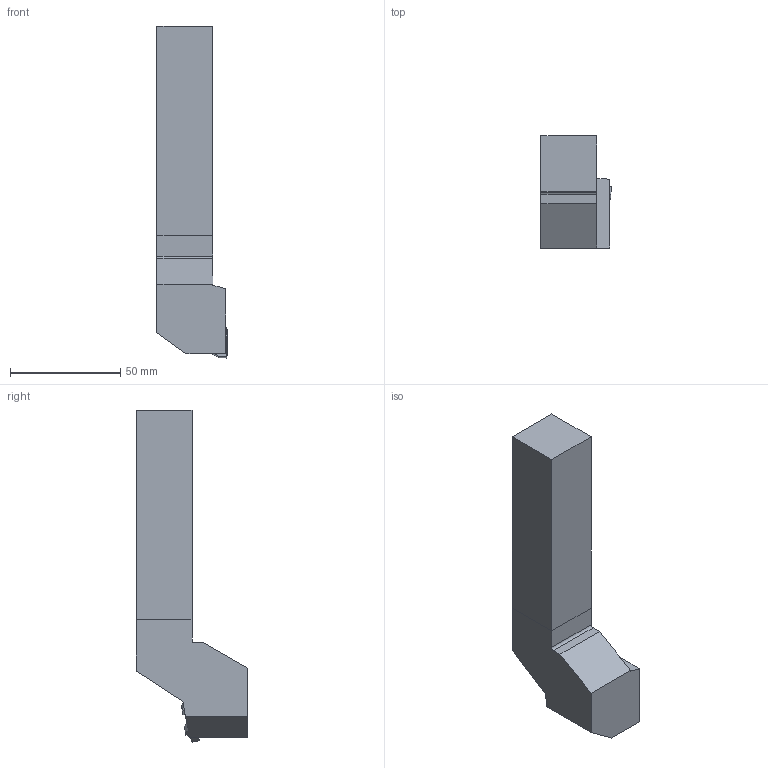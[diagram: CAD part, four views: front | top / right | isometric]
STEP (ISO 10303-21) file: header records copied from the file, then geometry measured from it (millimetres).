
FILE_DESCRIPTION(/* description */ (''),/* implementation_level */ '2;1');
FILE_NAME(/* name */ 'CEL1006-16CQHD.stp',/* time_stamp */ '2018-03-29T15:43:53+05:00',/* author */ (''),/* organization */ (''),/* preprocessor_version */ 'ST-DEVELOPER v16',/* originating_system */ 'SIEMENS PLM Software NX 11.0',/* authorisation */ '');
FILE_SCHEMA (('AUTOMOTIVE_DESIGN { 1 0 10303 214 3 1 1 1 }'));
Length unit declared in the file: millimetre
Products named in the file (1): CEL1006-16CQHD
Bounding box: 31.8 x 50.6 x 150.4 mm (x, y, z)
Volume: 106486.2 mm3; surface area: 19799.7 mm2
Topology: 3 solids, 3 shells, 42 faces, 107 edges, 71 vertices
Faces by surface type: plane 39, cylinder 3
Entity records: 1321 total; most frequent: CARTESIAN_POINT 224, ORIENTED_EDGE 214, DIRECTION 205, EDGE_CURVE 107, LINE 101, VECTOR 101, VERTEX_POINT 71, AXIS2_PLACEMENT_3D 52
